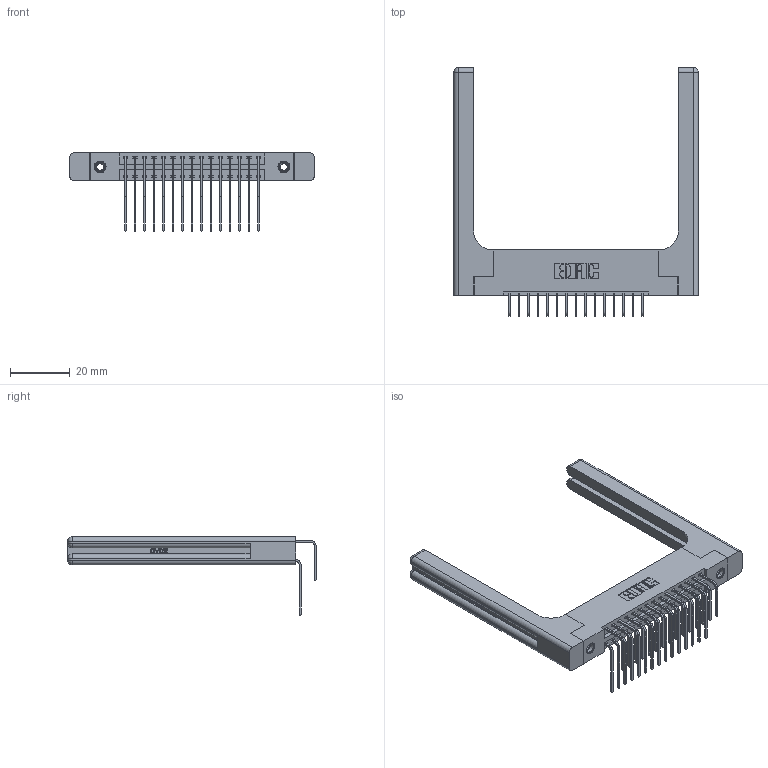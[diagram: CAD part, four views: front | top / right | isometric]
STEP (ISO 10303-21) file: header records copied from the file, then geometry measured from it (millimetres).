
FILE_DESCRIPTION (( 'STEP AP203' ), '1' );
FILE_NAME ('346-030-558-258.STEP', '2022-05-19T17:00:10', ( '' ), ( '' ), 'SwSTEP 2.0', 'SolidWorks 2020', '' );
FILE_SCHEMA (( 'CONFIG_CONTROL_DESIGN' ));
Length unit declared in the file: inch
Products named in the file (6): 345-292-001_558 Tail - 2; 346-030-558-258; 345-292-001_558 559 Tail - 1; 346-220-058_345-220-058; 346 Part_Flush Mounting Lugs - 0.156 Dia-TH; 345-250-001_345-250-001-102
Assembly tree (35 placements, depth 2):
  346-030-558-258
    346 Part_Flush Mounting Lugs - 0.156 Dia-TH
    345-292-001_558 559 Tail - 1  x15
    345-292-001_558 Tail - 2  x15
    345-250-001_345-250-001-102  x2
    346-220-058_345-220-058  x2
Bounding box: 81.69 x 83.12 x 26.16 mm (x, y, z)
Volume: 15404.9 mm3; surface area: 16287 mm2
Topology: 35 solids, 35 shells, 2012 faces, 5861 edges, 3846 vertices
Faces by surface type: plane 1348, cylinder 604, bspline 36, cone 12, sphere 8, torus 4
Entity records: 20806 total; most frequent: CARTESIAN_POINT 4530, ORIENTED_EDGE 3208, DIRECTION 2948, EDGE_CURVE 1604, LINE 1280, VECTOR 1280, VERTEX_POINT 1058, AXIS2_PLACEMENT_3D 834
